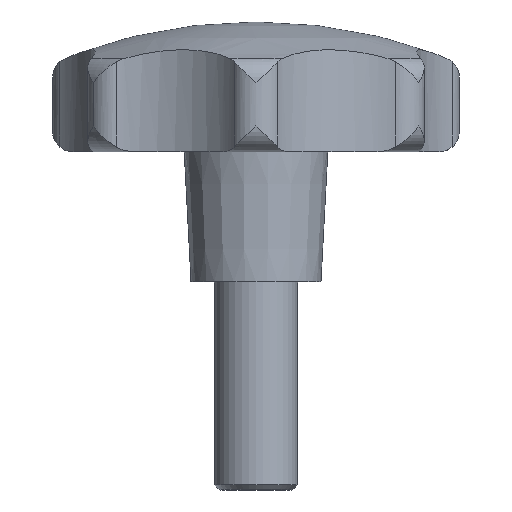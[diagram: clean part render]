
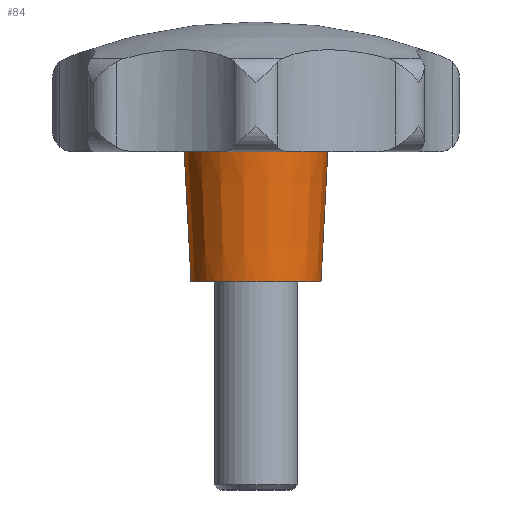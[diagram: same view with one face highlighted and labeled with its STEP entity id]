
A CAD part, front view. The second image highlights one B-rep face of the part: STEP entity #84.
In plain terms, the highlighted conical face has half-angle 3 degrees and reference radius 13.155 mm.
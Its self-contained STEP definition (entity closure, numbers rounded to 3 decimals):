
#84=ADVANCED_FACE('',(#205),#206,.T.);
#205=FACE_OUTER_BOUND('',#363,.T.);
#206=CONICAL_SURFACE('',#364,13.155,0.052);
#363=EDGE_LOOP('',(#547,#548,#549,#550));
#364=AXIS2_PLACEMENT_3D('',#551,#552,#553);
#547=ORIENTED_EDGE('',*,*,#1002,.F.);
#548=ORIENTED_EDGE('',*,*,#1003,.T.);
#549=ORIENTED_EDGE('',*,*,#1004,.F.);
#550=ORIENTED_EDGE('',*,*,#1005,.F.);
#551=CARTESIAN_POINT('',(0.,0.,12.5));
#552=DIRECTION('',(0.,0.,1.0));
#553=DIRECTION('',(-1.0,0.,0.));
#1002=EDGE_CURVE('',#1212,#1213,#1214,.T.);
#1003=EDGE_CURVE('',#1212,#1215,#1216,.T.);
#1004=EDGE_CURVE('',#1217,#1215,#1218,.T.);
#1005=EDGE_CURVE('',#1213,#1217,#1219,.T.);
#1212=VERTEX_POINT('',#1631);
#1213=VERTEX_POINT('',#1632);
#1214=LINE('',#1633,#1634);
#1215=VERTEX_POINT('',#1635);
#1216=CIRCLE('',#1636,12.5);
#1217=VERTEX_POINT('',#1637);
#1218=LINE('',#1638,#1639);
#1219=CIRCLE('',#1640,13.81);
#1631=CARTESIAN_POINT('',(-12.5,0.,0.));
#1632=CARTESIAN_POINT('',(-13.81,0.,25.0));
#1633=CARTESIAN_POINT('',(-13.155,0.,12.5));
#1634=VECTOR('',#2402,1.0);
#1635=CARTESIAN_POINT('',(12.5,0.,0.));
#1636=AXIS2_PLACEMENT_3D('',#2403,#2404,#2405);
#1637=CARTESIAN_POINT('',(13.81,0.,25.0));
#1638=CARTESIAN_POINT('',(13.155,0.,12.5));
#1639=VECTOR('',#2406,1.0);
#1640=AXIS2_PLACEMENT_3D('',#2407,#2408,#2409);
#2402=DIRECTION('',(-0.052,0.,0.999));
#2403=CARTESIAN_POINT('',(0.0,0.,0.));
#2404=DIRECTION('',(0.,0.,1.0));
#2405=DIRECTION('',(-1.0,0.,0.));
#2406=DIRECTION('',(-0.052,0.,-0.999));
#2407=CARTESIAN_POINT('',(0.,0.,25.0));
#2408=DIRECTION('',(0.,0.,1.0));
#2409=DIRECTION('',(-1.0,0.,0.));
